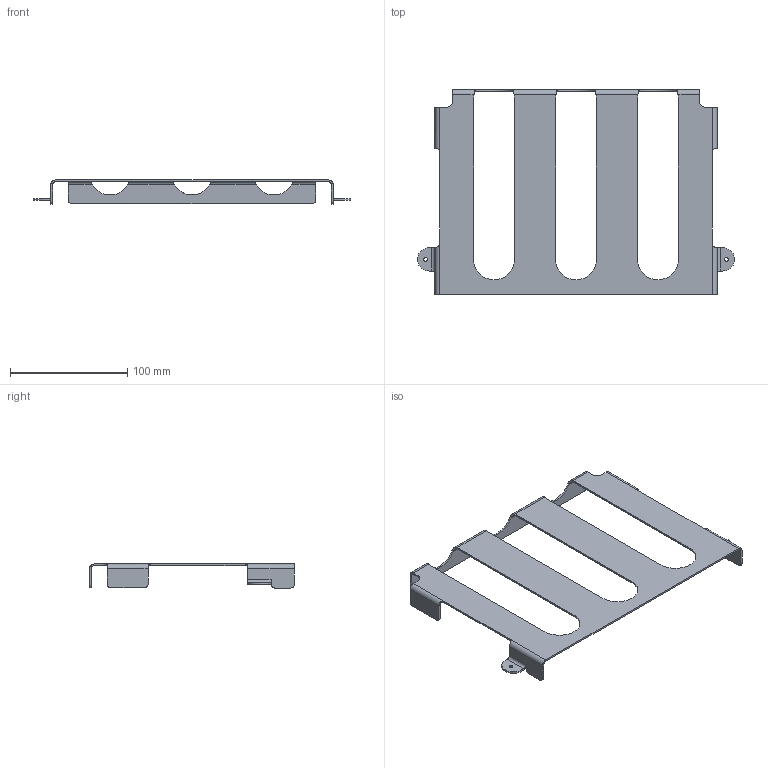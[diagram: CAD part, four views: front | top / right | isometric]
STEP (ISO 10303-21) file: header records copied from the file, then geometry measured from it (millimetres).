
FILE_DESCRIPTION(('CATIA V5 STEP Exchange','CAx-IF Rec.Pracs.--- Model Styling and Organization---1.4--- 2014-01-23'),'2;1');
FILE_NAME ('1345976-7_1_8000075809_8000075809 DOHA KEB A4 S3D.stp','2021-06-21T11:51:11+00:00',('none'),('Weidmueller'),'CATIA Version 5-6 Release 2016 SP3 HF44','CATIA V5 STEP AP214','none');
FILE_SCHEMA(('AUTOMOTIVE_DESIGN { 1 0 10303 214 1 1 1 1 }'));
Length unit declared in the file: millimetre
Products named in the file (1): 8000075809 DOHA KEB A4 S3D
Bounding box: 271 x 175 x 20.5 mm (x, y, z)
Volume: 45526.3 mm3; surface area: 64044.4 mm2
Topology: 1 solids, 1 shells, 126 faces, 310 edges, 180 vertices
Faces by surface type: plane 66, cylinder 50, bspline 10
Entity records: 3898 total; most frequent: CARTESIAN_POINT 1099, ORIENTED_EDGE 620, DIRECTION 477, EDGE_CURVE 310, VECTOR 190, LINE 190, AXIS2_PLACEMENT_3D 186, VERTEX_POINT 180
